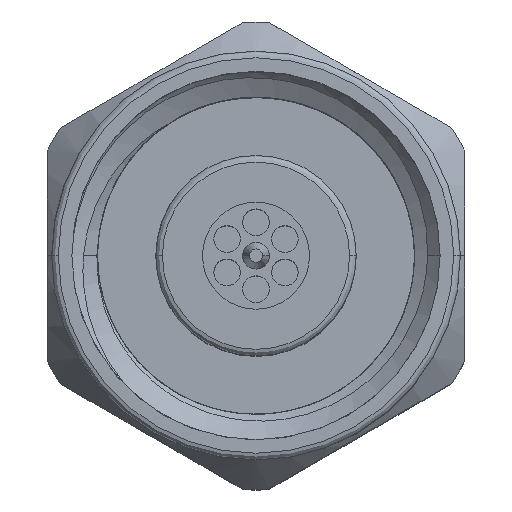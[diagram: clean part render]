
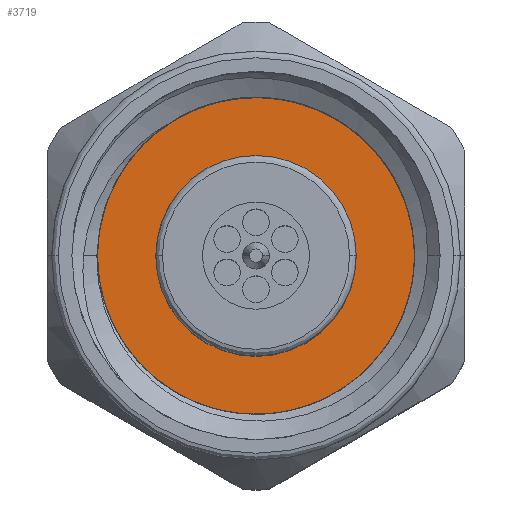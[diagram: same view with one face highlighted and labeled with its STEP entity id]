
A CAD part, top view. The second image highlights one B-rep face of the part: STEP entity #3719.
In plain terms, the highlighted face is planar.
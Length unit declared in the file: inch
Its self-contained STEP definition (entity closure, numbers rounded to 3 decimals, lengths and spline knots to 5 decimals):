
#41 = AXIS2_PLACEMENT_3D ( 'NONE', #3896, #9317, #6930 ) ;
#170 = DIRECTION ( 'NONE',  ( 0., 0., 1. ) ) ;
#378 = EDGE_CURVE ( 'NONE', #4292, #2006, #9904, .T. ) ;
#2006 = VERTEX_POINT ( 'NONE', #7151 ) ;
#2821 = EDGE_LOOP ( 'NONE', ( #8167, #6686 ) ) ;
#3076 = PLANE ( 'NONE',  #41 ) ;
#3719 = ADVANCED_FACE ( 'NONE', ( #4580 ), #3076, .T. ) ;
#3896 = CARTESIAN_POINT ( 'NONE',  ( 0.3, 0., 0. ) ) ;
#4292 = VERTEX_POINT ( 'NONE', #5795 ) ;
#4580 = FACE_OUTER_BOUND ( 'NONE', #2821, .T. ) ;
#4888 = CARTESIAN_POINT ( 'NONE',  ( 0.3, 0., 0. ) ) ;
#5098 = CIRCLE ( 'NONE', #6435, 0.1378 ) ;
#5795 = CARTESIAN_POINT ( 'NONE',  ( 0.3, 0., -0.1378 ) ) ;
#6289 = EDGE_CURVE ( 'NONE', #2006, #4292, #5098, .T. ) ;
#6435 = AXIS2_PLACEMENT_3D ( 'NONE', #4888, #7342, #170 ) ;
#6686 = ORIENTED_EDGE ( 'NONE', *, *, #378, .T. ) ;
#6930 = DIRECTION ( 'NONE',  ( 0., 0., 1. ) ) ;
#7057 = DIRECTION ( 'NONE',  ( -1., 0., 0. ) ) ;
#7151 = CARTESIAN_POINT ( 'NONE',  ( 0.3, 0., 0.1378 ) ) ;
#7342 = DIRECTION ( 'NONE',  ( -1., 0., 0. ) ) ;
#7421 = AXIS2_PLACEMENT_3D ( 'NONE', #7848, #7057, #10219 ) ;
#7848 = CARTESIAN_POINT ( 'NONE',  ( 0.3, 0., 0. ) ) ;
#8167 = ORIENTED_EDGE ( 'NONE', *, *, #6289, .T. ) ;
#9317 = DIRECTION ( 'NONE',  ( -1., 0., 0. ) ) ;
#9904 = CIRCLE ( 'NONE', #7421, 0.1378 ) ;
#10219 = DIRECTION ( 'NONE',  ( 0., 0., 1. ) ) ;
